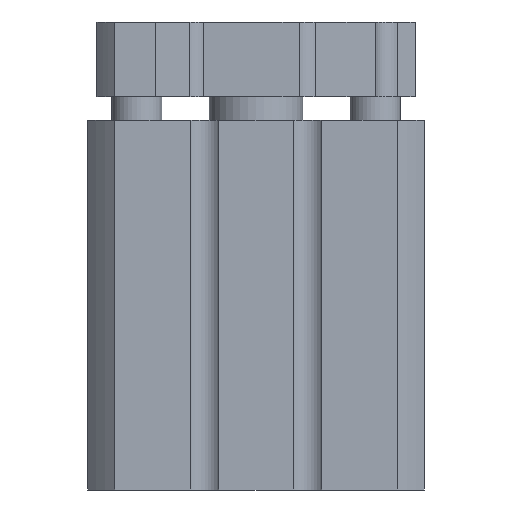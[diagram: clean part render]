
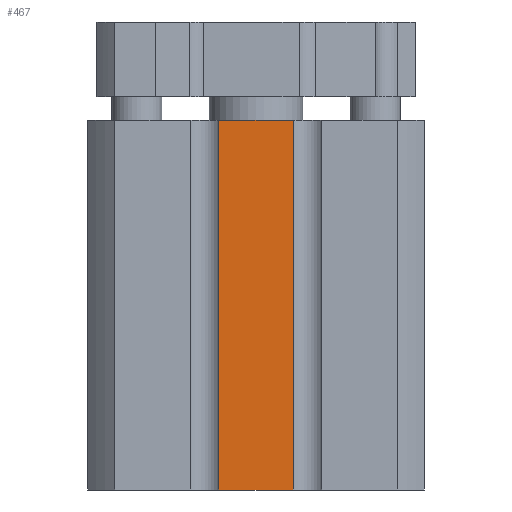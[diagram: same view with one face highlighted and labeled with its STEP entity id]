
A CAD part, front view. The second image highlights one B-rep face of the part: STEP entity #467.
In plain terms, the highlighted planar face has unit normal (0, -1, 0).
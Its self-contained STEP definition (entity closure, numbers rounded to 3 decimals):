
#467=ADVANCED_FACE('',(#1028),#1029,.F.);
#1028=FACE_OUTER_BOUND('',#1698,.T.);
#1029=PLANE('',#1699);
#1698=EDGE_LOOP('',(#2885,#2886,#2887,#2888));
#1699=AXIS2_PLACEMENT_3D('',#2889,#2890,#2891);
#2885=ORIENTED_EDGE('',*,*,#4189,.F.);
#2886=ORIENTED_EDGE('',*,*,#4190,.F.);
#2887=ORIENTED_EDGE('',*,*,#4191,.F.);
#2888=ORIENTED_EDGE('',*,*,#4192,.T.);
#2889=CARTESIAN_POINT('',(-18.0,-18.0,70.662));
#2890=DIRECTION('',(-0.0,1.0,0.0));
#2891=DIRECTION('',(1.0,0.0,0.0));
#4189=EDGE_CURVE('',#5047,#5048,#5049,.T.);
#4190=EDGE_CURVE('',#5050,#5047,#5051,.T.);
#4191=EDGE_CURVE('',#5052,#5050,#5053,.T.);
#4192=EDGE_CURVE('',#5052,#5048,#5054,.T.);
#5047=VERTEX_POINT('',#6267);
#5048=VERTEX_POINT('',#6268);
#5049=LINE('',#6269,#6270);
#5050=VERTEX_POINT('',#6271);
#5051=LINE('',#6272,#6273);
#5052=VERTEX_POINT('',#6274);
#5053=LINE('',#6275,#6276);
#5054=LINE('',#6277,#6278);
#6267=CARTESIAN_POINT('',(-4.,-18.0,19.75));
#6268=CARTESIAN_POINT('',(4.,-18.0,19.75));
#6269=CARTESIAN_POINT('',(-18.0,-18.0,19.75));
#6270=VECTOR('',#7366,1.0);
#6271=CARTESIAN_POINT('',(-4.,-18.0,-19.75));
#6272=CARTESIAN_POINT('',(-4.,-18.0,-19.75));
#6273=VECTOR('',#7367,1.0);
#6274=CARTESIAN_POINT('',(4.,-18.0,-19.75));
#6275=CARTESIAN_POINT('',(-18.0,-18.0,-19.75));
#6276=VECTOR('',#7368,1.0);
#6277=CARTESIAN_POINT('',(4.,-18.0,-19.75));
#6278=VECTOR('',#7369,1.0);
#7366=DIRECTION('',(1.0,0.0,0.0));
#7367=DIRECTION('',(0.0,0.0,1.0));
#7368=DIRECTION('',(-1.0,0.0,0.0));
#7369=DIRECTION('',(0.0,0.0,1.0));
